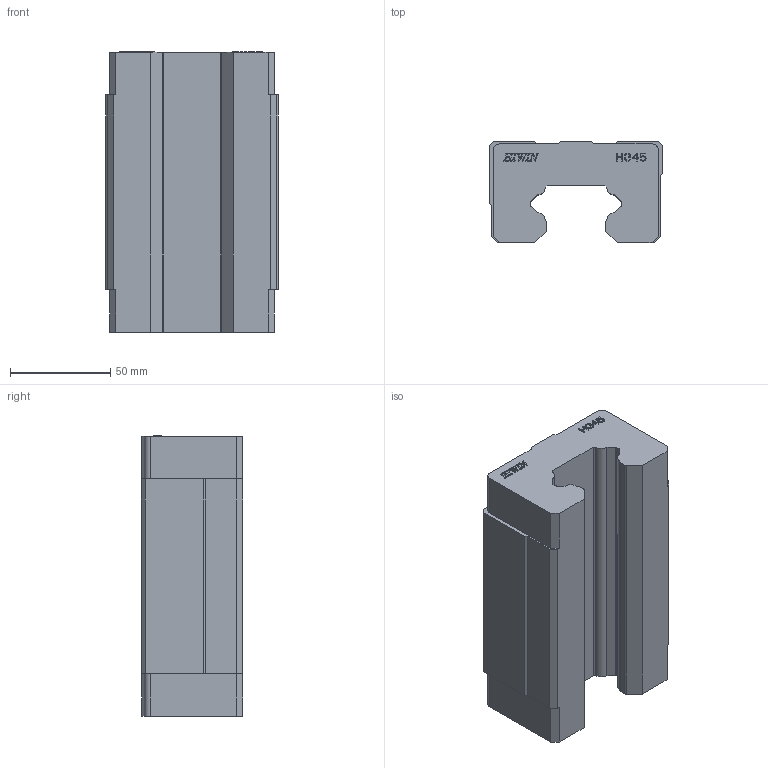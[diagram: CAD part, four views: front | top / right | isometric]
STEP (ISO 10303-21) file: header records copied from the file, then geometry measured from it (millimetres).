
FILE_DESCRIPTION (( 'STEP AP203' ), '1' );
FILE_NAME ('HGL45C.STEP', '2007-11-05T08:31:27', ( 'HIWIN GmbH' ), ( '77654 Offenburg' ), 'SwSTEP 2.0', 'SolidWorks 2006104', '' );
FILE_SCHEMA (( 'CONFIG_CONTROL_DESIGN' ));
Length unit declared in the file: millimetre
Products named in the file (4): PRT0003_Standard; HGL45C; HGH45C_ASM_ASM_Standard; HG45_ASM_2_ASM_ASM_Standard
Assembly tree (3 placements, depth 4):
  HGL45C
    HGH45C_ASM_ASM_Standard
      HG45_ASM_2_ASM_ASM_Standard
        PRT0003_Standard
Bounding box: 86 x 50.5 x 139.7 mm (x, y, z)
Volume: 437069.3 mm3; surface area: 54603.4 mm2
Topology: 1 solids, 1 shells, 337 faces, 963 edges, 642 vertices
Faces by surface type: plane 253, bspline 60, cylinder 24
Entity records: 12463 total; most frequent: CARTESIAN_POINT 3606, ORIENTED_EDGE 1926, DIRECTION 1461, EDGE_CURVE 963, VECTOR 795, LINE 795, VERTEX_POINT 642, EDGE_LOOP 351
